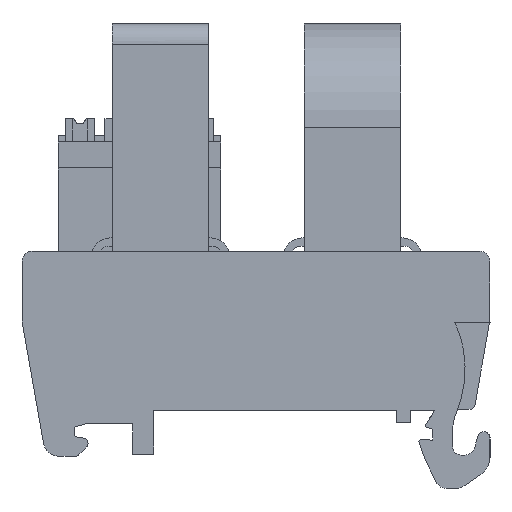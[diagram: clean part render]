
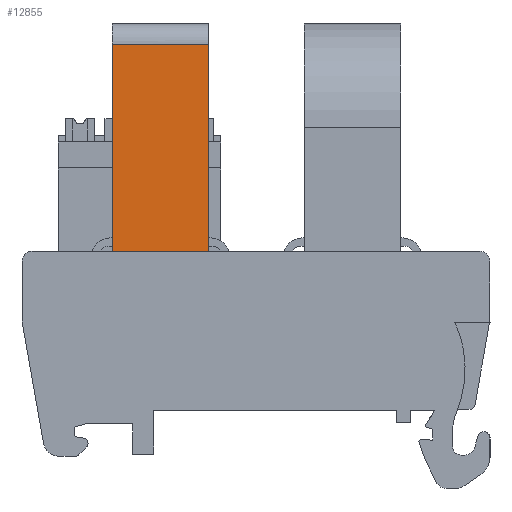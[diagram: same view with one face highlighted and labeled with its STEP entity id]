
A CAD part, left-side view. The second image highlights one B-rep face of the part: STEP entity #12855.
In plain terms, the highlighted planar face has unit normal (-1, 0, 0).
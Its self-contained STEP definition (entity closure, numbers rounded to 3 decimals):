
#12837=AXIS2_PLACEMENT_3D('Plane Axis2P3D',#12834,#12835,#12836) ;
#312=CARTESIAN_POINT('Vertex',(4.365,27.033,21.6)) ;
#315=CARTESIAN_POINT('Line Origine',(4.365,31.683,21.6)) ;
#319=CARTESIAN_POINT('Vertex',(4.365,36.333,21.6)) ;
#12811=CARTESIAN_POINT('Vertex',(4.365,27.033,42.7)) ;
#12818=CARTESIAN_POINT('Vertex',(4.365,36.333,42.7)) ;
#12821=CARTESIAN_POINT('Line Origine',(4.365,36.333,42.7)) ;
#12834=CARTESIAN_POINT('Axis2P3D Location',(4.365,36.333,22.6)) ;
#12839=CARTESIAN_POINT('Line Origine',(4.365,27.033,32.15)) ;
#12844=CARTESIAN_POINT('Line Origine',(4.365,36.333,32.15)) ;
#316=DIRECTION('Vector Direction',(0.,-1.,0.)) ;
#12822=DIRECTION('Vector Direction',(0.,-1.,0.)) ;
#12835=DIRECTION('Axis2P3D Direction',(-1.,0.,0.)) ;
#12836=DIRECTION('Axis2P3D XDirection',(0.,0.,1.)) ;
#12840=DIRECTION('Vector Direction',(0.,0.,1.)) ;
#12845=DIRECTION('Vector Direction',(0.,0.,-1.)) ;
#317=VECTOR('Line Direction',#316,1.) ;
#12823=VECTOR('Line Direction',#12822,1.) ;
#12841=VECTOR('Line Direction',#12840,1.) ;
#12846=VECTOR('Line Direction',#12845,1.) ;
#12850=ORIENTED_EDGE('',*,*,#12843,.T.) ;
#12851=ORIENTED_EDGE('',*,*,#12825,.T.) ;
#12852=ORIENTED_EDGE('',*,*,#12848,.F.) ;
#12853=ORIENTED_EDGE('',*,*,#321,.T.) ;
#12855=ADVANCED_FACE('PV-MODUL',(#12854),#12838,.T.) ;
#321=EDGE_CURVE('',#320,#313,#318,.T.) ;
#12825=EDGE_CURVE('',#12812,#12819,#12824,.F.) ;
#12843=EDGE_CURVE('',#313,#12812,#12842,.T.) ;
#12848=EDGE_CURVE('',#320,#12819,#12847,.F.) ;
#12849=EDGE_LOOP('',(#12850,#12851,#12852,#12853)) ;
#12854=FACE_OUTER_BOUND('',#12849,.T.) ;
#318=LINE('Line',#315,#317) ;
#12824=LINE('Line',#12821,#12823) ;
#12842=LINE('Line',#12839,#12841) ;
#12847=LINE('Line',#12844,#12846) ;
#12838=PLANE('',#12837) ;
#313=VERTEX_POINT('',#312) ;
#320=VERTEX_POINT('',#319) ;
#12812=VERTEX_POINT('',#12811) ;
#12819=VERTEX_POINT('',#12818) ;
